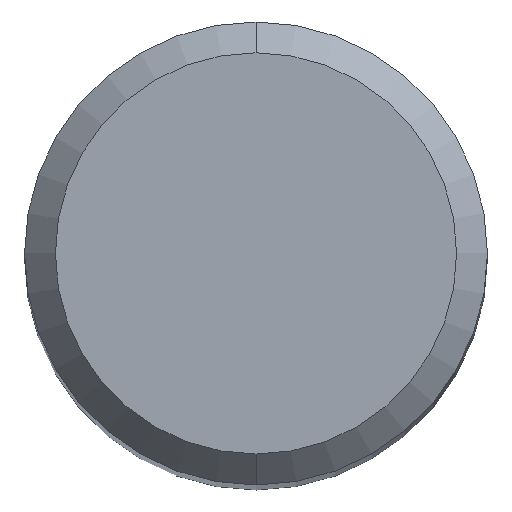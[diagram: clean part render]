
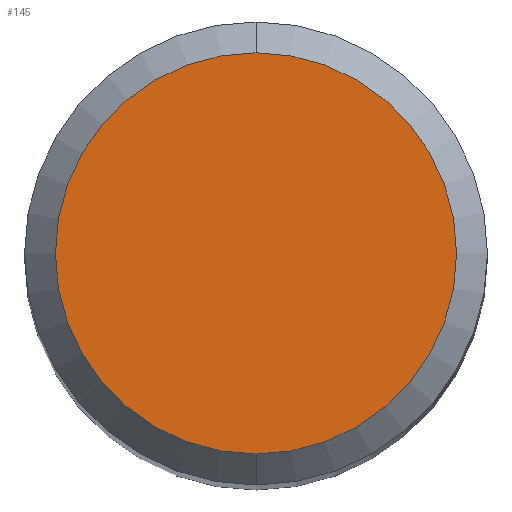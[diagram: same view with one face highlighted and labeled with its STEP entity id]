
A CAD part, top view. The second image highlights one B-rep face of the part: STEP entity #145.
In plain terms, the highlighted planar face has unit normal (0, 0, 1).
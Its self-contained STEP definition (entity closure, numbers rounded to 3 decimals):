
#145=ADVANCED_FACE('',(#314),#315,.T.);
#179=VERTEX_POINT('',#356);
#199=VERTEX_POINT('',#379);
#209=EDGE_CURVE('',#199,#179,#389,.T.);
#233=EDGE_CURVE('',#179,#199,#415,.T.);
#314=FACE_OUTER_BOUND('',#501,.T.);
#315=PLANE('',#502);
#356=CARTESIAN_POINT('',(0.0,2.6,0.0));
#379=CARTESIAN_POINT('',(0.,-2.6,0.0));
#389=CIRCLE('',#596,2.6);
#415=CIRCLE('',#633,2.6);
#501=EDGE_LOOP('',(#716,#717));
#502=AXIS2_PLACEMENT_3D('',#718,#719,#720);
#596=AXIS2_PLACEMENT_3D('',#820,#821,#822);
#633=AXIS2_PLACEMENT_3D('',#854,#855,#856);
#716=ORIENTED_EDGE('',*,*,#233,.F.);
#717=ORIENTED_EDGE('',*,*,#209,.F.);
#718=CARTESIAN_POINT('',(0.0,1.3,0.0));
#719=DIRECTION('',(-0.0,0.0,1.0));
#720=DIRECTION('',(0.0,-1.0,0.0));
#820=CARTESIAN_POINT('',(0.0,0.0,0.0));
#821=DIRECTION('',(0.0,0.0,-1.0));
#822=DIRECTION('',(0.0,1.0,0.0));
#854=CARTESIAN_POINT('',(0.0,0.0,0.0));
#855=DIRECTION('',(0.0,0.0,-1.0));
#856=DIRECTION('',(0.0,1.0,0.0));
